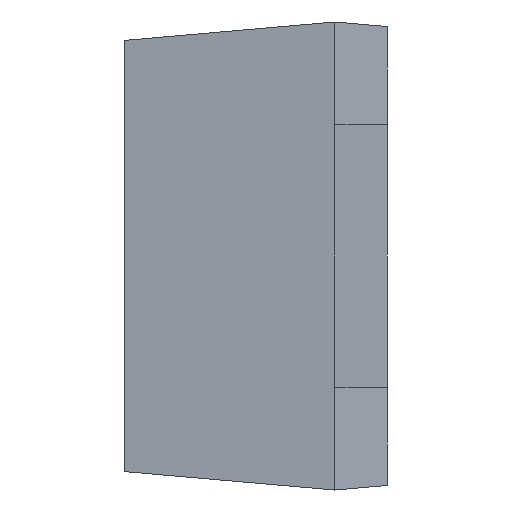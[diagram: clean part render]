
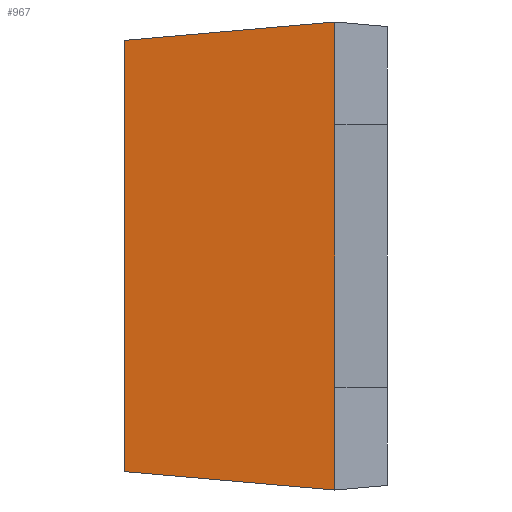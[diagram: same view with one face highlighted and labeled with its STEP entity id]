
A CAD part, left-side view. The second image highlights one B-rep face of the part: STEP entity #967.
In plain terms, the highlighted planar face has unit normal (-0.996, 0.087, 0).
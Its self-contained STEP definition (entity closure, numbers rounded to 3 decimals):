
#6 = DIRECTION ( 'NONE',  ( 0., 0., 1. ) ) ;
#41 = VERTEX_POINT ( 'NONE', #787 ) ;
#50 = EDGE_CURVE ( 'NONE', #1243, #278, #307, .T. ) ;
#86 = CARTESIAN_POINT ( 'NONE',  ( -1.4, 0.2, -0.5 ) ) ;
#104 = CARTESIAN_POINT ( 'NONE',  ( -1.4, 0.2, 0.89 ) ) ;
#132 = VERTEX_POINT ( 'NONE', #1061 ) ;
#143 = CARTESIAN_POINT ( 'NONE',  ( -1.4, 0.2, 0.89 ) ) ;
#193 = VECTOR ( 'NONE', #6, 1000. ) ;
#214 = CARTESIAN_POINT ( 'NONE',  ( -1.33, 1., 0.89 ) ) ;
#242 = CARTESIAN_POINT ( 'NONE',  ( -1.4, 0.2, 0.5 ) ) ;
#260 = DIRECTION ( 'NONE',  ( 0., 0., 1. ) ) ;
#264 = AXIS2_PLACEMENT_3D ( 'NONE', #143, #925, #912 ) ;
#273 = CARTESIAN_POINT ( 'NONE',  ( -1.33, 1., 0.82 ) ) ;
#278 = VERTEX_POINT ( 'NONE', #273 ) ;
#307 = LINE ( 'NONE', #214, #193 ) ;
#321 = DIRECTION ( 'NONE',  ( 0., 0., 1. ) ) ;
#324 = ORIENTED_EDGE ( 'NONE', *, *, #1195, .T. ) ;
#396 = ORIENTED_EDGE ( 'NONE', *, *, #536, .F. ) ;
#430 = EDGE_CURVE ( 'NONE', #829, #601, #878, .T. ) ;
#435 = CARTESIAN_POINT ( 'NONE',  ( -1.4, 0.2, 0.89 ) ) ;
#460 = EDGE_LOOP ( 'NONE', ( #971, #324, #712, #1074, #659, #396 ) ) ;
#479 = CARTESIAN_POINT ( 'NONE',  ( -1.379, 0.441, 0.869 ) ) ;
#533 = PLANE ( 'NONE',  #264 ) ;
#536 = EDGE_CURVE ( 'NONE', #278, #41, #582, .T. ) ;
#541 = VECTOR ( 'NONE', #688, 1000. ) ;
#582 = LINE ( 'NONE', #479, #1209 ) ;
#601 = VERTEX_POINT ( 'NONE', #242 ) ;
#659 = ORIENTED_EDGE ( 'NONE', *, *, #897, .T. ) ;
#662 = EDGE_CURVE ( 'NONE', #132, #829, #711, .T. ) ;
#682 = LINE ( 'NONE', #1073, #541 ) ;
#688 = DIRECTION ( 'NONE',  ( -0.087, -0.992, -0.087 ) ) ;
#704 = LINE ( 'NONE', #1016, #798 ) ;
#711 = LINE ( 'NONE', #435, #1053 ) ;
#712 = ORIENTED_EDGE ( 'NONE', *, *, #662, .T. ) ;
#787 = CARTESIAN_POINT ( 'NONE',  ( -1.4, 0.2, 0.89 ) ) ;
#798 = VECTOR ( 'NONE', #260, 1000. ) ;
#829 = VERTEX_POINT ( 'NONE', #86 ) ;
#861 = DIRECTION ( 'NONE',  ( -0.087, -0.992, 0.087 ) ) ;
#878 = LINE ( 'NONE', #104, #1246 ) ;
#897 = EDGE_CURVE ( 'NONE', #601, #41, #704, .T. ) ;
#905 = FACE_OUTER_BOUND ( 'NONE', #460, .T. ) ;
#912 = DIRECTION ( 'NONE',  ( -0.087, -0.996, 0. ) ) ;
#925 = DIRECTION ( 'NONE',  ( -0.996, 0.087, 0. ) ) ;
#965 = CARTESIAN_POINT ( 'NONE',  ( -1.33, 1., -0.82 ) ) ;
#967 = ADVANCED_FACE ( 'NONE', ( #905 ), #533, .T. ) ;
#971 = ORIENTED_EDGE ( 'NONE', *, *, #50, .F. ) ;
#1016 = CARTESIAN_POINT ( 'NONE',  ( -1.4, 0.2, 0.89 ) ) ;
#1053 = VECTOR ( 'NONE', #321, 1000. ) ;
#1061 = CARTESIAN_POINT ( 'NONE',  ( -1.4, 0.2, -0.89 ) ) ;
#1066 = DIRECTION ( 'NONE',  ( 0., 0., 1. ) ) ;
#1073 = CARTESIAN_POINT ( 'NONE',  ( -1.387, 0.353, -0.877 ) ) ;
#1074 = ORIENTED_EDGE ( 'NONE', *, *, #430, .T. ) ;
#1195 = EDGE_CURVE ( 'NONE', #1243, #132, #682, .T. ) ;
#1209 = VECTOR ( 'NONE', #861, 1000. ) ;
#1243 = VERTEX_POINT ( 'NONE', #965 ) ;
#1246 = VECTOR ( 'NONE', #1066, 1000. ) ;
